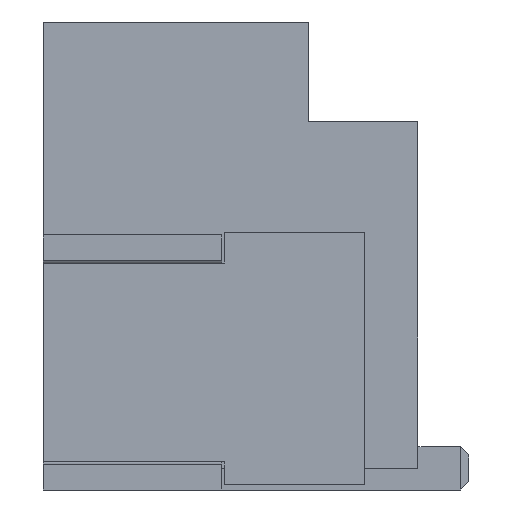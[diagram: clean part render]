
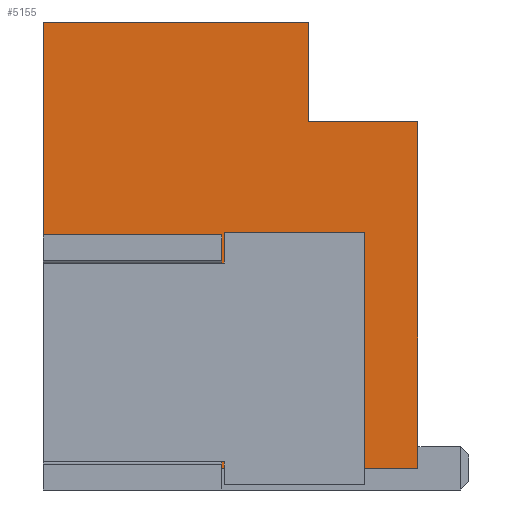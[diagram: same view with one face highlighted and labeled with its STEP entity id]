
A CAD part, left-side view. The second image highlights one B-rep face of the part: STEP entity #5155.
In plain terms, the highlighted planar face has unit normal (-1, 0, 0).
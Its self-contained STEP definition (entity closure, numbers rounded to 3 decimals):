
#620=ORIENTED_EDGE('',*,*,#2084,.F.);
#621=ORIENTED_EDGE('',*,*,#2028,.F.);
#622=ORIENTED_EDGE('',*,*,#2047,.F.);
#623=ORIENTED_EDGE('',*,*,#2070,.T.);
#624=ORIENTED_EDGE('',*,*,#2085,.T.);
#625=ORIENTED_EDGE('',*,*,#2037,.T.);
#626=ORIENTED_EDGE('',*,*,#2005,.T.);
#627=ORIENTED_EDGE('',*,*,#2030,.F.);
#628=ORIENTED_EDGE('',*,*,#2086,.T.);
#629=ORIENTED_EDGE('',*,*,#2087,.T.);
#2005=EDGE_CURVE('',#2755,#2754,#3270,.T.);
#2028=EDGE_CURVE('',#2776,#2777,#3293,.T.);
#2030=EDGE_CURVE('',#2778,#2754,#3295,.T.);
#2037=EDGE_CURVE('',#2785,#2755,#3302,.T.);
#2047=EDGE_CURVE('',#2794,#2776,#3312,.T.);
#2070=EDGE_CURVE('',#2794,#2811,#3335,.T.);
#2084=EDGE_CURVE('',#2777,#2823,#3349,.T.);
#2085=EDGE_CURVE('',#2811,#2785,#3350,.T.);
#2086=EDGE_CURVE('',#2778,#2824,#3351,.T.);
#2087=EDGE_CURVE('',#2824,#2823,#3352,.T.);
#2754=VERTEX_POINT('',#9056);
#2755=VERTEX_POINT('',#9058);
#2776=VERTEX_POINT('',#9102);
#2777=VERTEX_POINT('',#9104);
#2778=VERTEX_POINT('',#9106);
#2785=VERTEX_POINT('',#9123);
#2794=VERTEX_POINT('',#9142);
#2811=VERTEX_POINT('',#9185);
#2823=VERTEX_POINT('',#9215);
#2824=VERTEX_POINT('',#9218);
#3270=LINE('',#9057,#3753);
#3293=LINE('',#9103,#3776);
#3295=LINE('',#9107,#3778);
#3302=LINE('',#9122,#3785);
#3312=LINE('',#9143,#3795);
#3335=LINE('',#9186,#3818);
#3349=LINE('',#9214,#3832);
#3350=LINE('',#9216,#3833);
#3351=LINE('',#9217,#3834);
#3352=LINE('',#9219,#3835);
#3753=VECTOR('',#7962,1000.);
#3776=VECTOR('',#7987,1000.);
#3778=VECTOR('',#7989,1000.);
#3785=VECTOR('',#8000,1000.);
#3795=VECTOR('',#8012,1000.);
#3818=VECTOR('',#8041,1000.);
#3832=VECTOR('',#8061,1000.);
#3833=VECTOR('',#8062,1000.);
#3834=VECTOR('',#8063,1000.);
#3835=VECTOR('',#8064,1000.);
#4215=EDGE_LOOP('',(#620,#621,#622,#623,#624,#625,#626,#627,#628,#629));
#4552=FACE_BOUND('',#4215,.T.);
#4881=PLANE('',#7563);
#5155=ADVANCED_FACE('',(#4552),#4881,.T.);
#7563=AXIS2_PLACEMENT_3D('',#9213,#8059,#8060);
#7962=DIRECTION('',(0.,0.,-1.));
#7987=DIRECTION('',(0.,1.,0.));
#7989=DIRECTION('',(0.,1.,0.));
#8000=DIRECTION('',(0.,1.,0.));
#8012=DIRECTION('',(0.,0.,-1.));
#8041=DIRECTION('',(0.,1.,0.));
#8059=DIRECTION('',(-1.,0.,0.));
#8060=DIRECTION('',(0.,-1.,0.));
#8061=DIRECTION('',(0.,0.,1.));
#8062=DIRECTION('',(0.,0.,1.));
#8063=DIRECTION('',(0.,0.,1.));
#8064=DIRECTION('',(0.,-1.,0.));
#9056=CARTESIAN_POINT('',(-2.952,2.349,0.216));
#9057=CARTESIAN_POINT('',(-2.952,2.349,1.588));
#9058=CARTESIAN_POINT('',(-2.952,2.349,4.661));
#9102=CARTESIAN_POINT('',(-2.952,-1.384,0.216));
#9103=CARTESIAN_POINT('',(-2.952,-1.384,0.216));
#9104=CARTESIAN_POINT('',(-2.952,-0.851,0.216));
#9106=CARTESIAN_POINT('',(-2.952,0.546,0.216));
#9107=CARTESIAN_POINT('',(-2.952,-1.384,0.216));
#9122=CARTESIAN_POINT('',(-2.952,-1.384,4.661));
#9123=CARTESIAN_POINT('',(-2.952,-0.292,4.661));
#9142=CARTESIAN_POINT('',(-2.952,-1.384,3.67));
#9143=CARTESIAN_POINT('',(-2.952,-1.384,1.588));
#9185=CARTESIAN_POINT('',(-2.952,-0.292,3.67));
#9186=CARTESIAN_POINT('',(-2.952,-1.384,3.67));
#9213=CARTESIAN_POINT('',(-2.952,-1.384,1.588));
#9214=CARTESIAN_POINT('',(-2.952,-0.851,0.055));
#9215=CARTESIAN_POINT('',(-2.952,-0.851,2.569));
#9216=CARTESIAN_POINT('',(-2.952,-0.292,3.67));
#9217=CARTESIAN_POINT('',(-2.952,0.546,0.055));
#9218=CARTESIAN_POINT('',(-2.952,0.546,2.569));
#9219=CARTESIAN_POINT('',(-2.952,0.546,2.569));
